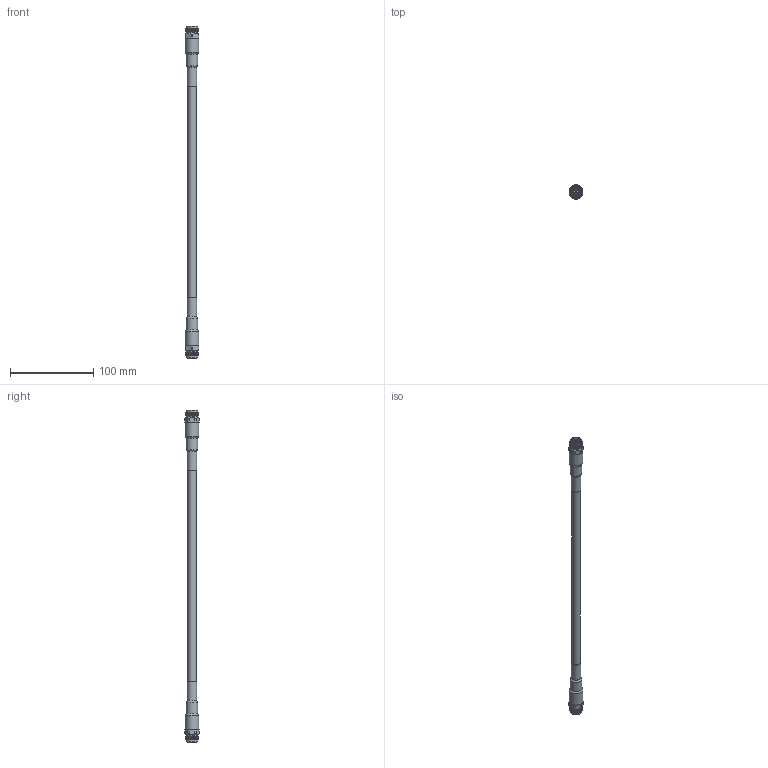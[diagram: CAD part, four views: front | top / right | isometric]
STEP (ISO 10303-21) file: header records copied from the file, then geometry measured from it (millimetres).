
FILE_DESCRIPTION (( 'STEP AP203' ), '1' );
FILE_NAME ('FMC0303400_3D.step', '2020-05-21T19:49:51', ( '' ), ( '' ), 'SwSTEP 2.0', 'SolidWorks 2018', '' );
FILE_SCHEMA (( 'CONFIG_CONTROL_DESIGN' ));
Length unit declared in the file: inch
Products named in the file (3): Coax Cable^FMC0303400_LMR-400; EZ-400-TM-X^FMC0303400_Heat Shrink; FMC0303400_3D
Assembly tree (3 placements, depth 2):
  FMC0303400_3D
    Coax Cable^FMC0303400_LMR-400
    EZ-400-TM-X^FMC0303400_Heat Shrink  x2
Bounding box: 16.52 x 17.06 x 398.15 mm (x, y, z)
Volume: 42761.6 mm3; surface area: 17174.4 mm2
Topology: 3 solids, 3 shells, 4403 faces, 9513 edges, 5128 vertices
Faces by surface type: bspline 3370, cylinder 921, plane 80, cone 30, torus 2
Full cylindrical faces by diameter (mm): 1.27 x2, 1.905 x2, 5.08 x2, 7.569 x2, 10.287 x1, 11.113 x12, 11.303 x2, 13.924 x2, 14.235 x4, 16.524 x2
Entity records: 76425 total; most frequent: CARTESIAN_POINT 47199, ORIENTED_EDGE 9416, EDGE_CURVE 4708, VERTEX_POINT 2543, EDGE_LOOP 2223, FACE_OUTER_BOUND 2210, ADVANCED_FACE 2196, B_SPLINE_CURVE_WITH_KNOTS 2188
